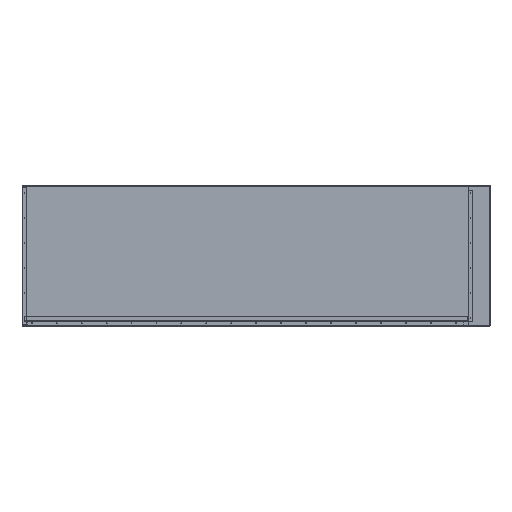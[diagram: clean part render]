
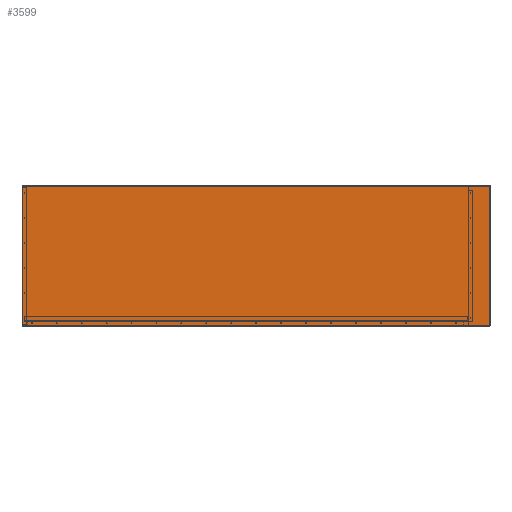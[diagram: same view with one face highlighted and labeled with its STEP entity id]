
A CAD part, left-side view. The second image highlights one B-rep face of the part: STEP entity #3599.
In plain terms, the highlighted free-form (B-spline) face has degree [1, 1] with [2, 2] control points.
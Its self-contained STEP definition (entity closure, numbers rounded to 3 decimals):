
#3599 = ADVANCED_FACE('',(#3600),#3630,.T.);
#3600 = FACE_BOUND('',#3601,.T.);
#3601 = EDGE_LOOP('',(#3602,#3611,#3618,#3625));
#3602 = ORIENTED_EDGE('',*,*,#3603,.T.);
#3603 = EDGE_CURVE('',#3604,#3606,#3608,.T.);
#3604 = VERTEX_POINT('',#3605);
#3605 = CARTESIAN_POINT('',(-653.277,2076.894,
    324.46));
#3606 = VERTEX_POINT('',#3607);
#3607 = CARTESIAN_POINT('',(-653.277,2076.894,
    -324.46));
#3608 = B_SPLINE_CURVE_WITH_KNOTS('',1,(#3609,#3610),.UNSPECIFIED.,.F.,
  .F.,(2,2),(1.6,448.4),.PIECEWISE_BEZIER_KNOTS.);
#3609 = CARTESIAN_POINT('',(-653.277,2076.894,
    324.46));
#3610 = CARTESIAN_POINT('',(-653.277,2076.894,
    -324.46));
#3611 = ORIENTED_EDGE('',*,*,#3612,.T.);
#3612 = EDGE_CURVE('',#3606,#3613,#3615,.T.);
#3613 = VERTEX_POINT('',#3614);
#3614 = CARTESIAN_POINT('',(-653.277,-99.342,
    -324.46));
#3615 = B_SPLINE_CURVE_WITH_KNOTS('',1,(#3616,#3617),.UNSPECIFIED.,.F.,
  .F.,(2,2),(0.,1498.4),.PIECEWISE_BEZIER_KNOTS.);
#3616 = CARTESIAN_POINT('',(-653.277,2076.894,
    -324.46));
#3617 = CARTESIAN_POINT('',(-653.277,-99.342,
    -324.46));
#3618 = ORIENTED_EDGE('',*,*,#3619,.T.);
#3619 = EDGE_CURVE('',#3613,#3620,#3622,.T.);
#3620 = VERTEX_POINT('',#3621);
#3621 = CARTESIAN_POINT('',(-653.277,-99.342,
    324.46));
#3622 = B_SPLINE_CURVE_WITH_KNOTS('',1,(#3623,#3624),.UNSPECIFIED.,.F.,
  .F.,(2,2),(0.446,447.246),.PIECEWISE_BEZIER_KNOTS.);
#3623 = CARTESIAN_POINT('',(-653.277,-99.342,
    -324.46));
#3624 = CARTESIAN_POINT('',(-653.277,-99.342,
    324.46));
#3625 = ORIENTED_EDGE('',*,*,#3626,.T.);
#3626 = EDGE_CURVE('',#3620,#3604,#3627,.T.);
#3627 = B_SPLINE_CURVE_WITH_KNOTS('',1,(#3628,#3629),.UNSPECIFIED.,.F.,
  .F.,(2,2),(1.6,1500.),.PIECEWISE_BEZIER_KNOTS.);
#3628 = CARTESIAN_POINT('',(-653.277,-99.342,
    324.46));
#3629 = CARTESIAN_POINT('',(-653.277,2076.894,
    324.46));
#3630 = B_SPLINE_SURFACE_WITH_KNOTS('',1,1,(
    (#3631,#3632)
    ,(#3633,#3634
  )),.UNSPECIFIED.,.F.,.F.,.F.,(2,2),(2,2),(-223.4,223.4),(-748.4,750.),
  .PIECEWISE_BEZIER_KNOTS.);
#3631 = CARTESIAN_POINT('',(-653.277,-99.342,
    -324.46));
#3632 = CARTESIAN_POINT('',(-653.277,2076.894,
    -324.46));
#3633 = CARTESIAN_POINT('',(-653.277,-99.342,
    324.46));
#3634 = CARTESIAN_POINT('',(-653.277,2076.894,
    324.46));
